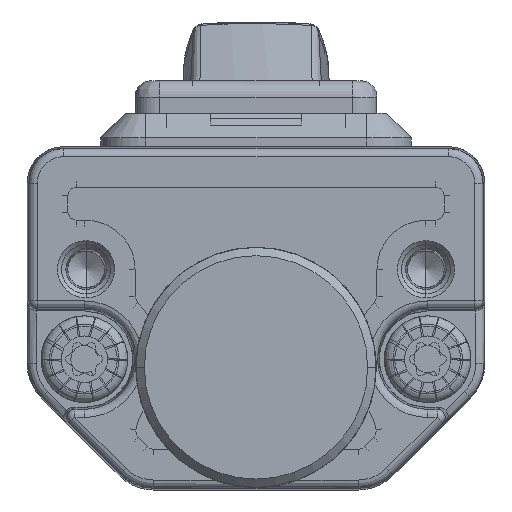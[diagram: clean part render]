
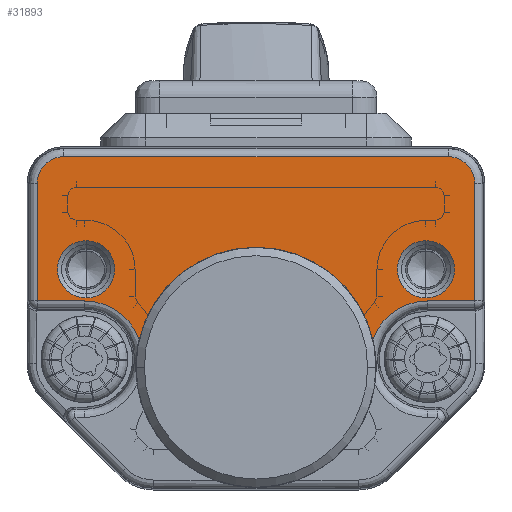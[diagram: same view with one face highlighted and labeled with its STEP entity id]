
A CAD part, left-side view. The second image highlights one B-rep face of the part: STEP entity #31893.
In plain terms, the highlighted face is planar.
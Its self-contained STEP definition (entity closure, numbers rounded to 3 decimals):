
#28588=CARTESIAN_POINT('',(13.,8.,10.5));
#28589=DIRECTION('',(-1.,0.,0.));
#28590=DIRECTION('',(0.,1.,0.));
#28591=AXIS2_PLACEMENT_3D('',#28588,#28589,#28590);
#28593=DIRECTION('',(0.,0.,-1.));
#28594=VECTOR('',#28593,2.891);
#28595=CARTESIAN_POINT('',(13.,11.564,13.391));
#28596=LINE('',#28595,#28594);
#28597=DIRECTION('',(0.,-1.,0.));
#28598=VECTOR('',#28597,7.186);
#28599=CARTESIAN_POINT('',(13.,18.75,13.391));
#28600=LINE('',#28599,#28598);
#28601=CARTESIAN_POINT('',(13.,18.75,11.75));
#28602=DIRECTION('',(1.,0.,0.));
#28603=DIRECTION('',(0.,1.,0.));
#28604=AXIS2_PLACEMENT_3D('',#28601,#28602,#28603);
#28606=DIRECTION('',(0.,0.,1.));
#28607=VECTOR('',#28606,23.5);
#28608=CARTESIAN_POINT('',(13.,20.391,-11.75));
#28609=LINE('',#28608,#28607);
#28610=CARTESIAN_POINT('',(13.,18.75,-11.75));
#28611=DIRECTION('',(1.,0.,0.));
#28612=DIRECTION('',(0.,0.,-1.));
#28613=AXIS2_PLACEMENT_3D('',#28610,#28611,#28612);
#28615=DIRECTION('',(0.,1.,0.));
#28616=VECTOR('',#28615,7.186);
#28617=CARTESIAN_POINT('',(13.,11.564,-13.391));
#28618=LINE('',#28617,#28616);
#28619=DIRECTION('',(0.,0.,-1.));
#28620=VECTOR('',#28619,2.891);
#28621=CARTESIAN_POINT('',(13.,11.564,-10.5));
#28622=LINE('',#28621,#28620);
#28623=CARTESIAN_POINT('',(13.,8.,-10.5));
#28624=DIRECTION('',(-1.,0.,0.));
#28625=DIRECTION('',(0.,0.34,0.941));
#28626=AXIS2_PLACEMENT_3D('',#28623,#28624,#28625);
#28628=CARTESIAN_POINT('',(13.,7.5,0.));
#28629=DIRECTION('',(1.,0.,0.));
#28630=DIRECTION('',(0.,0.233,-0.973));
#28631=AXIS2_PLACEMENT_3D('',#28628,#28629,#28630);
#28687=CARTESIAN_POINT('',(13.,13.5,-10.392));
#28688=DIRECTION('',(-1.,0.,0.));
#28689=DIRECTION('',(0.,1.,0.));
#28690=AXIS2_PLACEMENT_3D('',#28687,#28688,#28689);
#28692=CARTESIAN_POINT('',(13.,13.5,-10.392));
#28693=DIRECTION('',(-1.,0.,0.));
#28694=DIRECTION('',(0.,-1.,0.));
#28695=AXIS2_PLACEMENT_3D('',#28692,#28693,#28694);
#28697=CARTESIAN_POINT('',(13.,13.5,10.392));
#28698=DIRECTION('',(-1.,0.,0.));
#28699=DIRECTION('',(0.,1.,0.));
#28700=AXIS2_PLACEMENT_3D('',#28697,#28698,#28699);
#28702=CARTESIAN_POINT('',(13.,13.5,10.392));
#28703=DIRECTION('',(-1.,0.,0.));
#28704=DIRECTION('',(0.,-1.,0.));
#28705=AXIS2_PLACEMENT_3D('',#28702,#28703,#28704);
#29344=CARTESIAN_POINT('',(13.,20.391,11.75));
#29345=CARTESIAN_POINT('',(13.,18.75,13.391));
#29346=VERTEX_POINT('',#29344);
#29347=VERTEX_POINT('',#29345);
#29352=CARTESIAN_POINT('',(13.,20.391,-11.75));
#29353=VERTEX_POINT('',#29352);
#29356=CARTESIAN_POINT('',(13.,18.75,-13.391));
#29357=VERTEX_POINT('',#29356);
#29392=CARTESIAN_POINT('',(13.,11.564,10.5));
#29393=CARTESIAN_POINT('',(13.,9.21,7.148));
#29394=VERTEX_POINT('',#29392);
#29395=VERTEX_POINT('',#29393);
#29424=CARTESIAN_POINT('',(13.,11.564,13.391));
#29425=VERTEX_POINT('',#29424);
#29434=CARTESIAN_POINT('',(13.,9.21,-7.148));
#29435=CARTESIAN_POINT('',(13.,11.564,-10.5));
#29436=VERTEX_POINT('',#29434);
#29437=VERTEX_POINT('',#29435);
#29466=CARTESIAN_POINT('',(13.,11.564,-13.391));
#29467=VERTEX_POINT('',#29466);
#29666=CARTESIAN_POINT('',(13.,15.25,-10.392));
#29667=CARTESIAN_POINT('',(13.,11.75,-10.392));
#29668=VERTEX_POINT('',#29666);
#29669=VERTEX_POINT('',#29667);
#29670=CARTESIAN_POINT('',(13.,15.25,10.392));
#29671=CARTESIAN_POINT('',(13.,11.75,10.392));
#29672=VERTEX_POINT('',#29670);
#29673=VERTEX_POINT('',#29671);
#31854=CARTESIAN_POINT('',(13.,0.,0.));
#31855=DIRECTION('',(1.,0.,0.));
#31856=DIRECTION('',(0.,0.,-1.));
#31857=AXIS2_PLACEMENT_3D('',#31854,#31855,#31856);
#31858=PLANE('',#31857);
#31860=ORIENTED_EDGE('',*,*,#31859,.F.);
#31862=ORIENTED_EDGE('',*,*,#31861,.F.);
#31864=ORIENTED_EDGE('',*,*,#31863,.F.);
#31866=ORIENTED_EDGE('',*,*,#31865,.F.);
#31868=ORIENTED_EDGE('',*,*,#31867,.F.);
#31870=ORIENTED_EDGE('',*,*,#31869,.F.);
#31872=ORIENTED_EDGE('',*,*,#31871,.F.);
#31874=ORIENTED_EDGE('',*,*,#31873,.F.);
#31876=ORIENTED_EDGE('',*,*,#31875,.F.);
#31878=ORIENTED_EDGE('',*,*,#31877,.T.);
#31879=EDGE_LOOP('',(#31860,#31862,#31864,#31866,#31868,#31870,#31872,#31874,
#31876,#31878));
#31880=FACE_OUTER_BOUND('',#31879,.F.);
#31882=ORIENTED_EDGE('',*,*,#31881,.F.);
#31884=ORIENTED_EDGE('',*,*,#31883,.F.);
#31885=EDGE_LOOP('',(#31882,#31884));
#31886=FACE_BOUND('',#31885,.F.);
#31888=ORIENTED_EDGE('',*,*,#31887,.F.);
#31890=ORIENTED_EDGE('',*,*,#31889,.F.);
#31891=EDGE_LOOP('',(#31888,#31890));
#31892=FACE_BOUND('',#31891,.F.);
#31893=ADVANCED_FACE('',(#31880,#31886,#31892),#31858,.T.);
#28592=CIRCLE('',#28591,3.564);
#28605=CIRCLE('',#28604,1.641);
#28614=CIRCLE('',#28613,1.641);
#28627=CIRCLE('',#28626,3.564);
#28632=CIRCLE('',#28631,7.35);
#28691=CIRCLE('',#28690,1.75);
#28696=CIRCLE('',#28695,1.75);
#28701=CIRCLE('',#28700,1.75);
#28706=CIRCLE('',#28705,1.75);
#31859=EDGE_CURVE('',#29394,#29395,#28592,.T.);
#31861=EDGE_CURVE('',#29425,#29394,#28596,.T.);
#31863=EDGE_CURVE('',#29347,#29425,#28600,.T.);
#31865=EDGE_CURVE('',#29346,#29347,#28605,.T.);
#31867=EDGE_CURVE('',#29353,#29346,#28609,.T.);
#31869=EDGE_CURVE('',#29357,#29353,#28614,.T.);
#31871=EDGE_CURVE('',#29467,#29357,#28618,.T.);
#31873=EDGE_CURVE('',#29437,#29467,#28622,.T.);
#31875=EDGE_CURVE('',#29436,#29437,#28627,.T.);
#31877=EDGE_CURVE('',#29436,#29395,#28632,.T.);
#31881=EDGE_CURVE('',#29668,#29669,#28691,.T.);
#31883=EDGE_CURVE('',#29669,#29668,#28696,.T.);
#31887=EDGE_CURVE('',#29672,#29673,#28701,.T.);
#31889=EDGE_CURVE('',#29673,#29672,#28706,.T.);
